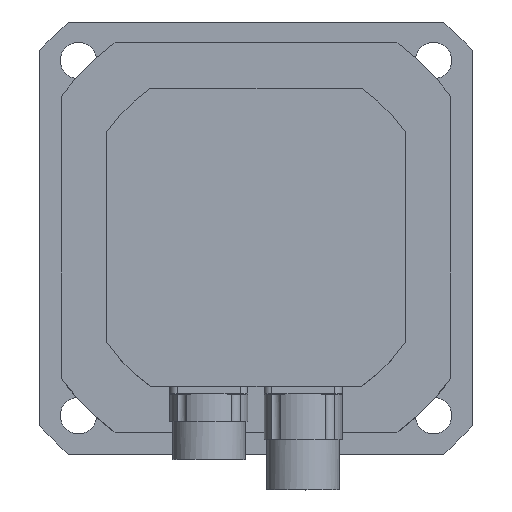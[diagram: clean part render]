
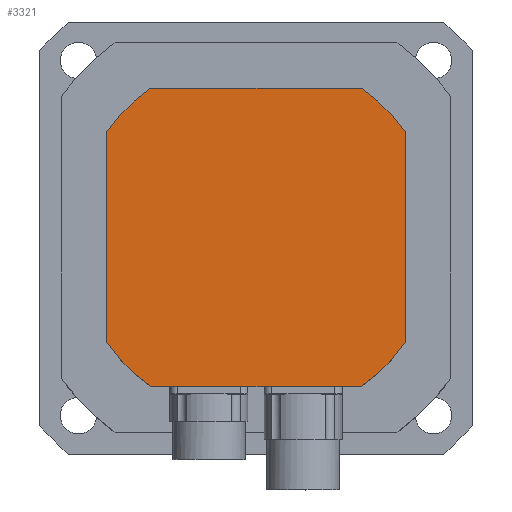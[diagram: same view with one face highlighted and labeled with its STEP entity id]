
A CAD part, top view. The second image highlights one B-rep face of the part: STEP entity #3321.
In plain terms, the highlighted planar face has unit normal (0, 0, 1).
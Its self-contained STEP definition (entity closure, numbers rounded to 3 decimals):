
#584=CARTESIAN_POINT('',(-49.,-34.627,31.));
#585=VERTEX_POINT('',#584);
#592=CARTESIAN_POINT('',(-49.,34.627,31.));
#593=VERTEX_POINT('',#592);
#594=CARTESIAN_POINT('',(-49.,34.627,31.));
#595=DIRECTION('',(0.0,-1.0,0.0));
#596=VECTOR('',#595,69.253);
#597=LINE('',#594,#596);
#598=EDGE_CURVE('',#593,#585,#597,.T.);
#642=CARTESIAN_POINT('',(49.0,34.627,31.));
#643=VERTEX_POINT('',#642);
#650=CARTESIAN_POINT('',(49.0,-34.627,31.));
#651=VERTEX_POINT('',#650);
#652=CARTESIAN_POINT('',(49.0,-34.627,31.));
#653=DIRECTION('',(0.0,1.0,0.0));
#654=VECTOR('',#653,69.253);
#655=LINE('',#652,#654);
#656=EDGE_CURVE('',#651,#643,#655,.T.);
#3171=CARTESIAN_POINT('',(34.627,-49.0,31.));
#3172=VERTEX_POINT('',#3171);
#3179=CARTESIAN_POINT('',(-34.627,-49.0,31.));
#3180=VERTEX_POINT('',#3179);
#3181=CARTESIAN_POINT('',(-34.627,-49.0,31.));
#3182=DIRECTION('',(1.0,0.0,0.0));
#3183=VECTOR('',#3182,69.253);
#3184=LINE('',#3181,#3183);
#3185=EDGE_CURVE('',#3180,#3172,#3184,.T.);
#3208=CARTESIAN_POINT('',(-34.627,49.0,31.));
#3209=VERTEX_POINT('',#3208);
#3216=CARTESIAN_POINT('',(34.627,49.0,31.));
#3217=VERTEX_POINT('',#3216);
#3218=CARTESIAN_POINT('',(34.627,49.0,31.));
#3219=DIRECTION('',(-1.0,0.0,0.0));
#3220=VECTOR('',#3219,69.253);
#3221=LINE('',#3218,#3220);
#3222=EDGE_CURVE('',#3217,#3209,#3221,.T.);
#3240=CARTESIAN_POINT('',(0.0,0.0,31.0));
#3241=DIRECTION('',(0.0,0.0,-1.0));
#3242=DIRECTION('',(-1.0,0.0,0.0));
#3243=AXIS2_PLACEMENT_3D('',#3240,#3241,#3242);
#3244=CIRCLE('',#3243,60.0);
#3245=EDGE_CURVE('',#3217,#643,#3244,.T.);
#3260=CARTESIAN_POINT('',(0.0,0.0,31.0));
#3261=DIRECTION('',(0.0,0.0,-1.0));
#3262=DIRECTION('',(-1.0,0.0,0.0));
#3263=AXIS2_PLACEMENT_3D('',#3260,#3261,#3262);
#3264=CIRCLE('',#3263,60.0);
#3265=EDGE_CURVE('',#651,#3172,#3264,.T.);
#3276=CARTESIAN_POINT('',(0.0,0.0,31.0));
#3277=DIRECTION('',(0.0,0.0,-1.0));
#3278=DIRECTION('',(-1.0,0.0,0.0));
#3279=AXIS2_PLACEMENT_3D('',#3276,#3277,#3278);
#3280=CIRCLE('',#3279,60.0);
#3281=EDGE_CURVE('',#593,#3209,#3280,.T.);
#3296=CARTESIAN_POINT('',(0.0,0.0,31.0));
#3297=DIRECTION('',(0.0,0.0,-1.0));
#3298=DIRECTION('',(-1.0,0.0,0.0));
#3299=AXIS2_PLACEMENT_3D('',#3296,#3297,#3298);
#3300=CIRCLE('',#3299,60.0);
#3301=EDGE_CURVE('',#3180,#585,#3300,.T.);
#3306=CARTESIAN_POINT('',(0.0,0.0,31.0));
#3307=DIRECTION('',(0.0,0.0,-1.0));
#3308=DIRECTION('',(-1.0,0.0,0.0));
#3309=AXIS2_PLACEMENT_3D('',#3306,#3307,#3308);
#3310=PLANE('',#3309);
#3311=ORIENTED_EDGE('',*,*,#598,.T.);
#3312=ORIENTED_EDGE('',*,*,#3301,.F.);
#3313=ORIENTED_EDGE('',*,*,#3185,.T.);
#3314=ORIENTED_EDGE('',*,*,#3265,.F.);
#3315=ORIENTED_EDGE('',*,*,#656,.T.);
#3316=ORIENTED_EDGE('',*,*,#3245,.F.);
#3317=ORIENTED_EDGE('',*,*,#3222,.T.);
#3318=ORIENTED_EDGE('',*,*,#3281,.F.);
#3319=EDGE_LOOP('',(#3311,#3312,#3313,#3314,#3315,#3316,#3317,#3318));
#3320=FACE_OUTER_BOUND('',#3319,.T.);
#3321=ADVANCED_FACE('',(#3320),#3310,.F.);
